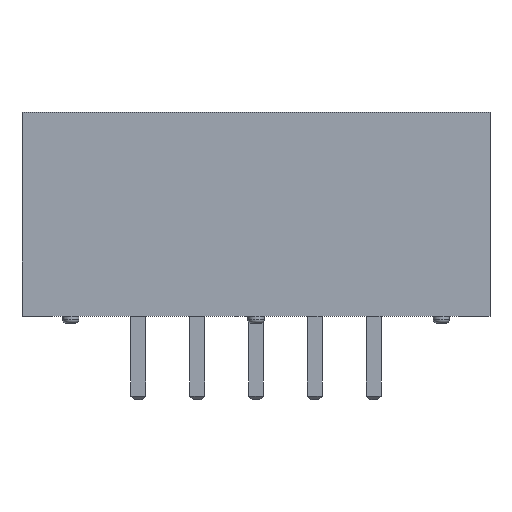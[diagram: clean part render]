
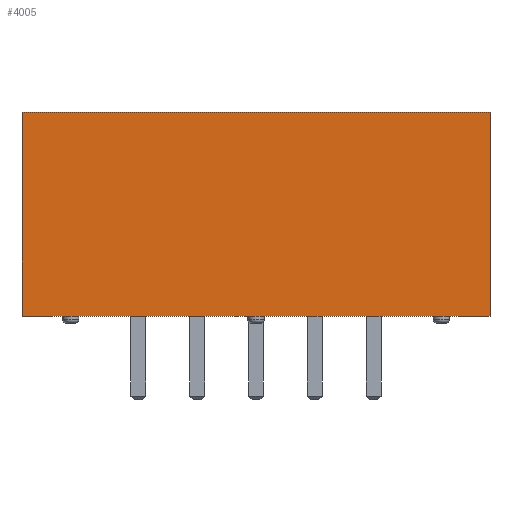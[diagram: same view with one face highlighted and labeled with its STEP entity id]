
A CAD part, front view. The second image highlights one B-rep face of the part: STEP entity #4005.
In plain terms, the highlighted planar face has unit normal (0, -1, 0).
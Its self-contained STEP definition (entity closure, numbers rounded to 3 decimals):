
#45=DIRECTION('',(-1.,0.,0.));
#46=VECTOR('',#45,20.2);
#47=CARTESIAN_POINT('',(10.1,-4.4,0.3));
#48=LINE('',#47,#46);
#53=DIRECTION('',(0.,0.,1.));
#54=VECTOR('',#53,8.8);
#55=CARTESIAN_POINT('',(-10.1,-4.4,0.3));
#56=LINE('',#55,#54);
#60=DIRECTION('',(1.,0.,0.));
#61=VECTOR('',#60,20.2);
#62=CARTESIAN_POINT('',(-10.1,-4.4,9.1));
#63=LINE('',#62,#61);
#67=DIRECTION('',(0.,0.,-1.));
#68=VECTOR('',#67,8.8);
#69=CARTESIAN_POINT('',(10.1,-4.4,9.1));
#70=LINE('',#69,#68);
#3398=CARTESIAN_POINT('',(10.1,-4.4,0.3));
#3399=CARTESIAN_POINT('',(-10.1,-4.4,0.3));
#3400=VERTEX_POINT('',#3398);
#3401=VERTEX_POINT('',#3399);
#3402=CARTESIAN_POINT('',(-10.1,-4.4,9.1));
#3403=VERTEX_POINT('',#3402);
#3404=CARTESIAN_POINT('',(10.1,-4.4,9.1));
#3405=VERTEX_POINT('',#3404);
#3990=CARTESIAN_POINT('',(10.1,-4.4,0.3));
#3991=DIRECTION('',(0.,1.,0.));
#3992=DIRECTION('',(-1.,0.,0.));
#3993=AXIS2_PLACEMENT_3D('',#3990,#3991,#3992);
#3994=PLANE('',#3993);
#3996=ORIENTED_EDGE('',*,*,#3995,.T.);
#3998=ORIENTED_EDGE('',*,*,#3997,.T.);
#4000=ORIENTED_EDGE('',*,*,#3999,.T.);
#4002=ORIENTED_EDGE('',*,*,#4001,.T.);
#4003=EDGE_LOOP('',(#3996,#3998,#4000,#4002));
#4004=FACE_OUTER_BOUND('',#4003,.F.);
#4005=ADVANCED_FACE('',(#4004),#3994,.F.);
#3995=EDGE_CURVE('',#3400,#3401,#48,.T.);
#3997=EDGE_CURVE('',#3401,#3403,#56,.T.);
#3999=EDGE_CURVE('',#3403,#3405,#63,.T.);
#4001=EDGE_CURVE('',#3405,#3400,#70,.T.);
